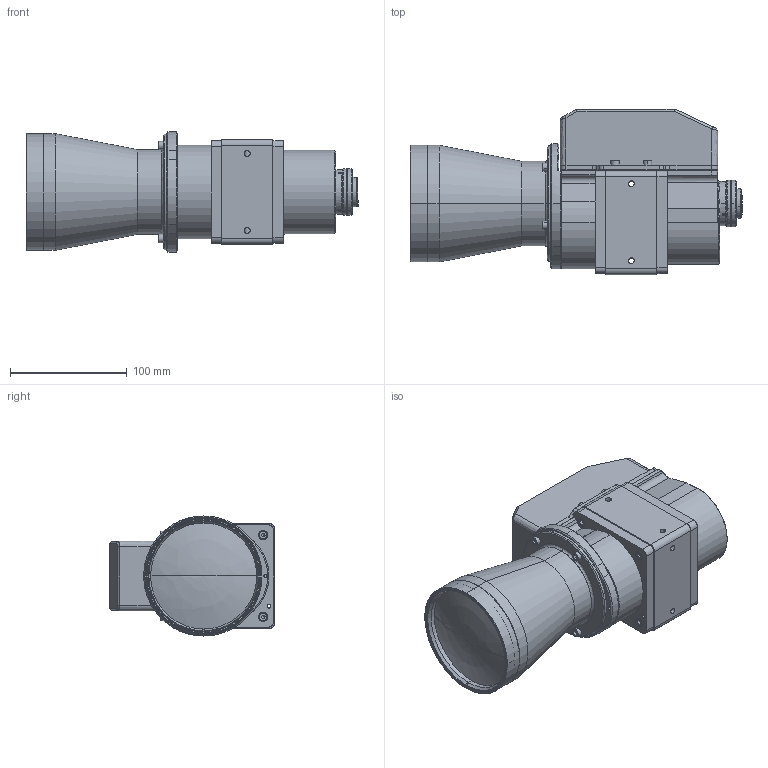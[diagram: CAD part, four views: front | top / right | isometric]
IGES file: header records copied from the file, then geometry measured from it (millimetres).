
Start section: SolidWorks IGES file using analytic representation for surfaces
Global section: file name: TCZR072S.igs; native system: SolidWorks 2017; preprocessor: SolidWorks 2017; author: ccharly; date: 180927.145006; units: millimetre
Bounding box: 284.73 x 142 x 103 mm (x, y, z)
Surface area: 157259.3 mm2 (no closed solid volume)
Topology: 0 solids, 0 shells, 624 faces, 9337 edges, 9300 vertices
Faces by surface type: bspline 346, revolution 278
